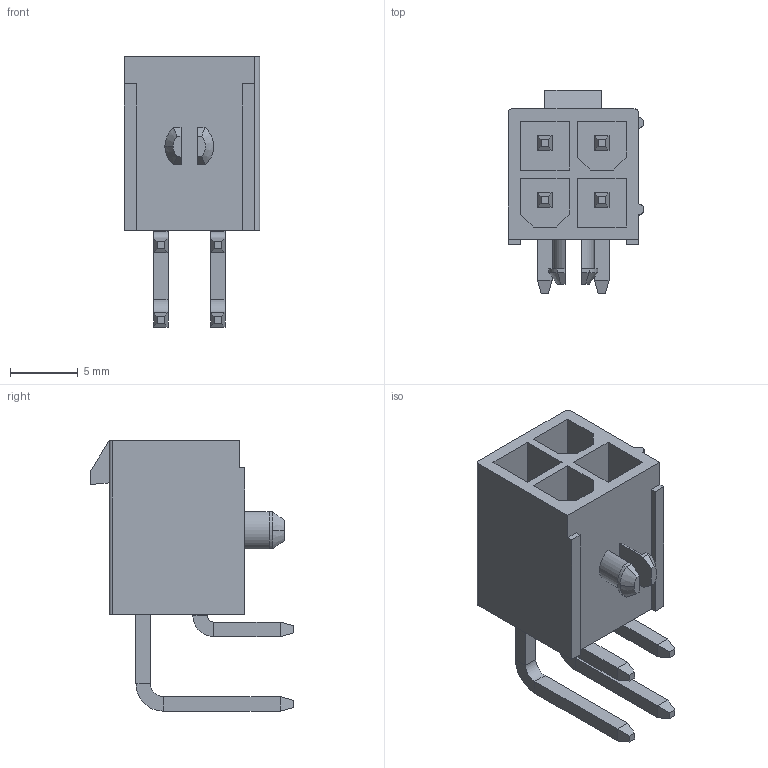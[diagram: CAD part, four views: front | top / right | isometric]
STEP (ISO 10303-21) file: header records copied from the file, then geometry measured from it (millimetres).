
FILE_DESCRIPTION (( 'STEP AP214' ), '1' );
FILE_NAME ('39-30-1040.STEP', '2024-03-19T05:07:44', ( '' ), ( '' ), 'SwSTEP 2.0', 'SolidWorks 2021', '' );
FILE_SCHEMA (( 'AUTOMOTIVE_DESIGN' ));
Length unit declared in the file: millimetre
Products named in the file (1): 39-30-1040
Bounding box: 10 x 15 x 19.93 mm (x, y, z)
Volume: 837.1 mm3; surface area: 1682.9 mm2
Topology: 9 solids, 9 shells, 197 faces, 445 edges, 272 vertices
Faces by surface type: plane 177, cylinder 17, cone 3
Entity records: 6386 total; most frequent: CARTESIAN_POINT 927, ORIENTED_EDGE 890, DIRECTION 875, EDGE_CURVE 445, VECTOR 403, LINE 403, VERTEX_POINT 272, AXIS2_PLACEMENT_3D 236
